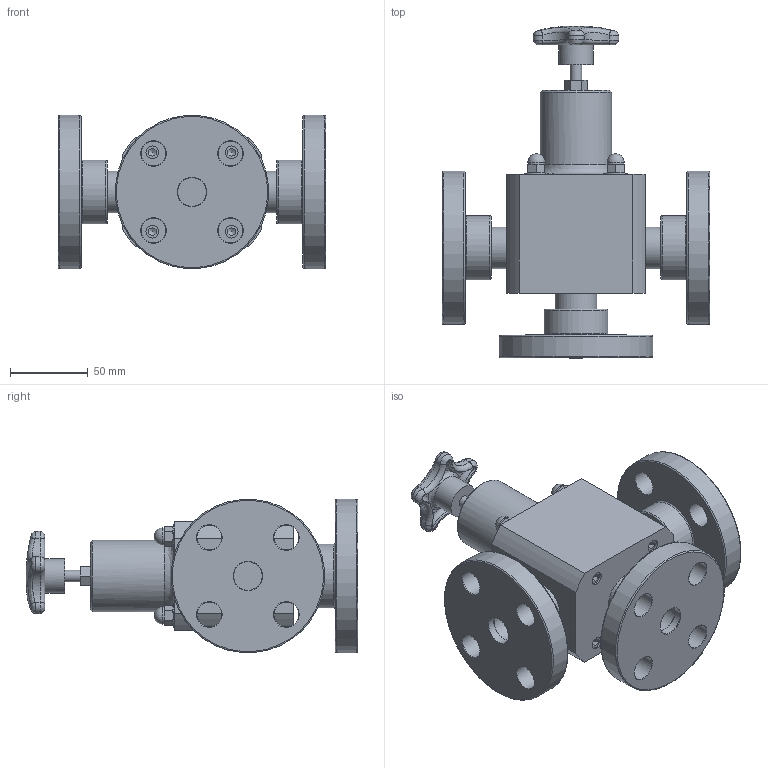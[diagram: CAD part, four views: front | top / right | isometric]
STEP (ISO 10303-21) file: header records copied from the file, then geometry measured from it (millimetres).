
FILE_DESCRIPTION((''),'2;1');
FILE_NAME('TVPF75-PVC_R0.stp','2017-07-25T09:55:40',('salesdesk5'),(''),'Autodesk Inventor 2009','Autodesk Inventor 2009','');
FILE_SCHEMA(('AUTOMOTIVE_DESIGN { 1 0 10303 214 1 1 1 1 }'));
Length unit declared in the file: inch
Products named in the file (1): TVPF75-PVC_R0
Bounding box: 171.45 x 212.84 x 98.18 mm (x, y, z)
Volume: 913412.5 mm3; surface area: 141637.5 mm2
Topology: 1 solids, 6 shells, 416 faces, 961 edges, 584 vertices
Faces by surface type: plane 160, bspline 104, cylinder 68, torus 54, sphere 17, cone 13
Full cylindrical faces by diameter (mm): 4.445 x4, 7.442 x1, 10.998 x4, 15.875 x4, 16.002 x12, 18.339 x3, 18.847 x3, 22.098 x1, 26.67 x3, 41.046 x3, 45.72 x1, 60.325 x1, 60.96 x1, 98.552 x3
Entity records: 15677 total; most frequent: CARTESIAN_POINT 6919, DIRECTION 1660, ORIENTED_EDGE 1646, EDGE_CURVE 823, AXIS2_PLACEMENT_3D 727, EDGE_LOOP 587, VERTEX_POINT 564, FACE_OUTER_BOUND 416
